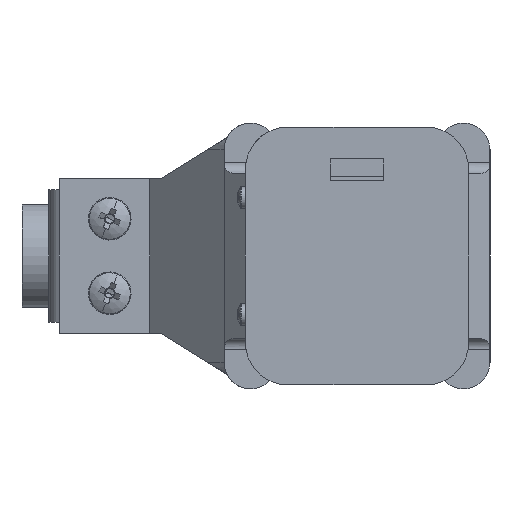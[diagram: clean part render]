
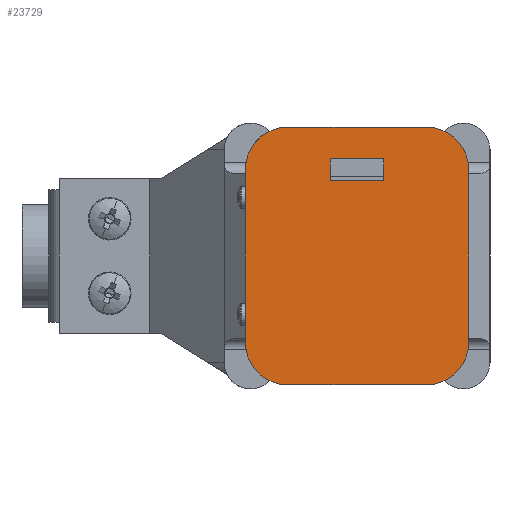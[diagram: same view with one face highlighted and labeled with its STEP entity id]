
A CAD part, left-side view. The second image highlights one B-rep face of the part: STEP entity #23729.
In plain terms, the highlighted planar face has unit normal (-1, 0, 0).
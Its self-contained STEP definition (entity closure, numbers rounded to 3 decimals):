
#492 = CARTESIAN_POINT ( 'NONE',  ( -307.25, 625.9, 280.203 ) ) ;
#984 = CARTESIAN_POINT ( 'NONE',  ( -307.25, 667.9, 251.703 ) ) ;
#1294 = VERTEX_POINT ( 'NONE', #42613 ) ;
#1533 = VERTEX_POINT ( 'NONE', #27660 ) ;
#3193 = FACE_BOUND ( 'NONE', #35860, .T. ) ;
#4392 = EDGE_CURVE ( 'NONE', #37972, #21400, #18348, .T. ) ;
#4752 = VECTOR ( 'NONE', #10272, 1000. ) ;
#5056 = DIRECTION ( 'NONE',  ( -1., 0., 0. ) ) ;
#7247 = DIRECTION ( 'NONE',  ( -1., 0., 0. ) ) ;
#7374 = DIRECTION ( 'NONE',  ( 0., 0., 1. ) ) ;
#7467 = DIRECTION ( 'NONE',  ( 0., 0., -1. ) ) ;
#7508 = CARTESIAN_POINT ( 'NONE',  ( -307.25, 629.9, 292.203 ) ) ;
#8083 = CIRCLE ( 'NONE', #20897, 8. ) ;
#8898 = DIRECTION ( 'NONE',  ( 0., -1., 0. ) ) ;
#10272 = DIRECTION ( 'NONE',  ( 0., 1., 0. ) ) ;
#10335 = EDGE_LOOP ( 'NONE', ( #13673, #27832, #15541, #49207, #41113, #40668, #45829, #25352 ) ) ;
#11274 = FACE_OUTER_BOUND ( 'NONE', #10335, .T. ) ;
#11982 = EDGE_CURVE ( 'NONE', #21400, #14255, #13821, .T. ) ;
#12203 = EDGE_CURVE ( 'NONE', #1533, #37972, #18603, .T. ) ;
#12361 = DIRECTION ( 'NONE',  ( 0., -1., 0. ) ) ;
#12554 = VECTOR ( 'NONE', #7467, 1000. ) ;
#13324 = CARTESIAN_POINT ( 'NONE',  ( -307.25, 667.9, 284.203 ) ) ;
#13673 = ORIENTED_EDGE ( 'NONE', *, *, #22595, .T. ) ;
#13821 = LINE ( 'NONE', #29480, #30278 ) ;
#14255 = VERTEX_POINT ( 'NONE', #35397 ) ;
#14609 = ORIENTED_EDGE ( 'NONE', *, *, #43193, .T. ) ;
#14800 = PLANE ( 'NONE',  #42679 ) ;
#15100 = LINE ( 'NONE', #7508, #23196 ) ;
#15541 = ORIENTED_EDGE ( 'NONE', *, *, #48232, .T. ) ;
#17025 = AXIS2_PLACEMENT_3D ( 'NONE', #22649, #7247, #26687 ) ;
#17830 = CIRCLE ( 'NONE', #17025, 8. ) ;
#18311 = AXIS2_PLACEMENT_3D ( 'NONE', #19740, #34711, #30656 ) ;
#18348 = LINE ( 'NONE', #29232, #4752 ) ;
#18603 = LINE ( 'NONE', #38067, #12554 ) ;
#19344 = DIRECTION ( 'NONE',  ( -1., 0., 0. ) ) ;
#19740 = CARTESIAN_POINT ( 'NONE',  ( -307.25, 633.9, 251.703 ) ) ;
#20072 = CARTESIAN_POINT ( 'NONE',  ( -307.25, 625.9, 251.703 ) ) ;
#20465 = DIRECTION ( 'NONE',  ( 0., 0., -1. ) ) ;
#20897 = AXIS2_PLACEMENT_3D ( 'NONE', #32908, #29356, #40493 ) ;
#21400 = VERTEX_POINT ( 'NONE', #43815 ) ;
#22108 = VERTEX_POINT ( 'NONE', #20072 ) ;
#22595 = EDGE_CURVE ( 'NONE', #41522, #22108, #36903, .T. ) ;
#22649 = CARTESIAN_POINT ( 'NONE',  ( -307.25, 659.9, 284.203 ) ) ;
#23157 = EDGE_CURVE ( 'NONE', #23249, #41522, #31582, .T. ) ;
#23196 = VECTOR ( 'NONE', #30517, 1000. ) ;
#23249 = VERTEX_POINT ( 'NONE', #44731 ) ;
#23729 = ADVANCED_FACE ( 'NONE', ( #11274, #3193 ), #14800, .T. ) ;
#23997 = CARTESIAN_POINT ( 'NONE',  ( -307.25, 629.9, 243.703 ) ) ;
#25352 = ORIENTED_EDGE ( 'NONE', *, *, #23157, .T. ) ;
#25683 = VECTOR ( 'NONE', #12361, 1000. ) ;
#26336 = CARTESIAN_POINT ( 'NONE',  ( -307.25, 633.9, 292.203 ) ) ;
#26687 = DIRECTION ( 'NONE',  ( 0., 0., -1. ) ) ;
#27660 = CARTESIAN_POINT ( 'NONE',  ( -307.25, 641.9, 286.203 ) ) ;
#27832 = ORIENTED_EDGE ( 'NONE', *, *, #43638, .T. ) ;
#28356 = VERTEX_POINT ( 'NONE', #984 ) ;
#28731 = DIRECTION ( 'NONE',  ( 0., 0., 1. ) ) ;
#29232 = CARTESIAN_POINT ( 'NONE',  ( -307.25, 641.9, 282.203 ) ) ;
#29356 = DIRECTION ( 'NONE',  ( -1., 0., 0. ) ) ;
#29480 = CARTESIAN_POINT ( 'NONE',  ( -307.25, 651.9, 282.203 ) ) ;
#29563 = VECTOR ( 'NONE', #7374, 1000. ) ;
#30217 = DIRECTION ( 'NONE',  ( 0., 0., -1. ) ) ;
#30278 = VECTOR ( 'NONE', #28731, 1000. ) ;
#30517 = DIRECTION ( 'NONE',  ( 0., -1., 0. ) ) ;
#30656 = DIRECTION ( 'NONE',  ( 0., 0., -1. ) ) ;
#30865 = ORIENTED_EDGE ( 'NONE', *, *, #12203, .T. ) ;
#31342 = DIRECTION ( 'NONE',  ( 0., 0., 1. ) ) ;
#31582 = LINE ( 'NONE', #23997, #25683 ) ;
#31594 = CARTESIAN_POINT ( 'NONE',  ( -307.25, 625.9, 284.203 ) ) ;
#32346 = ORIENTED_EDGE ( 'NONE', *, *, #4392, .T. ) ;
#32799 = CIRCLE ( 'NONE', #35196, 8. ) ;
#32908 = CARTESIAN_POINT ( 'NONE',  ( -307.25, 659.9, 251.703 ) ) ;
#34711 = DIRECTION ( 'NONE',  ( -1., 0., 0. ) ) ;
#35196 = AXIS2_PLACEMENT_3D ( 'NONE', #39701, #5056, #20465 ) ;
#35386 = LINE ( 'NONE', #492, #44479 ) ;
#35397 = CARTESIAN_POINT ( 'NONE',  ( -307.25, 651.9, 286.203 ) ) ;
#35860 = EDGE_LOOP ( 'NONE', ( #40249, #14609, #30865, #32346 ) ) ;
#36903 = CIRCLE ( 'NONE', #18311, 8. ) ;
#37972 = VERTEX_POINT ( 'NONE', #41150 ) ;
#38067 = CARTESIAN_POINT ( 'NONE',  ( -307.25, 641.9, 282.203 ) ) ;
#38855 = VERTEX_POINT ( 'NONE', #26336 ) ;
#38879 = EDGE_CURVE ( 'NONE', #28356, #47475, #42501, .T. ) ;
#39701 = CARTESIAN_POINT ( 'NONE',  ( -307.25, 633.9, 284.203 ) ) ;
#40249 = ORIENTED_EDGE ( 'NONE', *, *, #11982, .T. ) ;
#40493 = DIRECTION ( 'NONE',  ( 0., 0., -1. ) ) ;
#40668 = ORIENTED_EDGE ( 'NONE', *, *, #38879, .F. ) ;
#41113 = ORIENTED_EDGE ( 'NONE', *, *, #44282, .T. ) ;
#41150 = CARTESIAN_POINT ( 'NONE',  ( -307.25, 641.9, 282.203 ) ) ;
#41522 = VERTEX_POINT ( 'NONE', #45646 ) ;
#42187 = EDGE_CURVE ( 'NONE', #28356, #23249, #8083, .T. ) ;
#42357 = CARTESIAN_POINT ( 'NONE',  ( -307.25, 633.9, 251.703 ) ) ;
#42501 = LINE ( 'NONE', #49849, #29563 ) ;
#42613 = CARTESIAN_POINT ( 'NONE',  ( -307.25, 659.9, 292.203 ) ) ;
#42679 = AXIS2_PLACEMENT_3D ( 'NONE', #42357, #19344, #30217 ) ;
#43193 = EDGE_CURVE ( 'NONE', #14255, #1533, #44040, .T. ) ;
#43638 = EDGE_CURVE ( 'NONE', #22108, #48201, #35386, .T. ) ;
#43795 = CARTESIAN_POINT ( 'NONE',  ( -307.25, 641.9, 286.203 ) ) ;
#43815 = CARTESIAN_POINT ( 'NONE',  ( -307.25, 651.9, 282.203 ) ) ;
#44040 = LINE ( 'NONE', #43795, #48420 ) ;
#44282 = EDGE_CURVE ( 'NONE', #1294, #47475, #17830, .T. ) ;
#44479 = VECTOR ( 'NONE', #31342, 1000. ) ;
#44731 = CARTESIAN_POINT ( 'NONE',  ( -307.25, 659.9, 243.703 ) ) ;
#45646 = CARTESIAN_POINT ( 'NONE',  ( -307.25, 633.9, 243.703 ) ) ;
#45829 = ORIENTED_EDGE ( 'NONE', *, *, #42187, .T. ) ;
#47475 = VERTEX_POINT ( 'NONE', #13324 ) ;
#48201 = VERTEX_POINT ( 'NONE', #31594 ) ;
#48232 = EDGE_CURVE ( 'NONE', #48201, #38855, #32799, .T. ) ;
#48420 = VECTOR ( 'NONE', #8898, 1000. ) ;
#49207 = ORIENTED_EDGE ( 'NONE', *, *, #49592, .F. ) ;
#49592 = EDGE_CURVE ( 'NONE', #1294, #38855, #15100, .T. ) ;
#49849 = CARTESIAN_POINT ( 'NONE',  ( -307.25, 667.9, 280.203 ) ) ;
